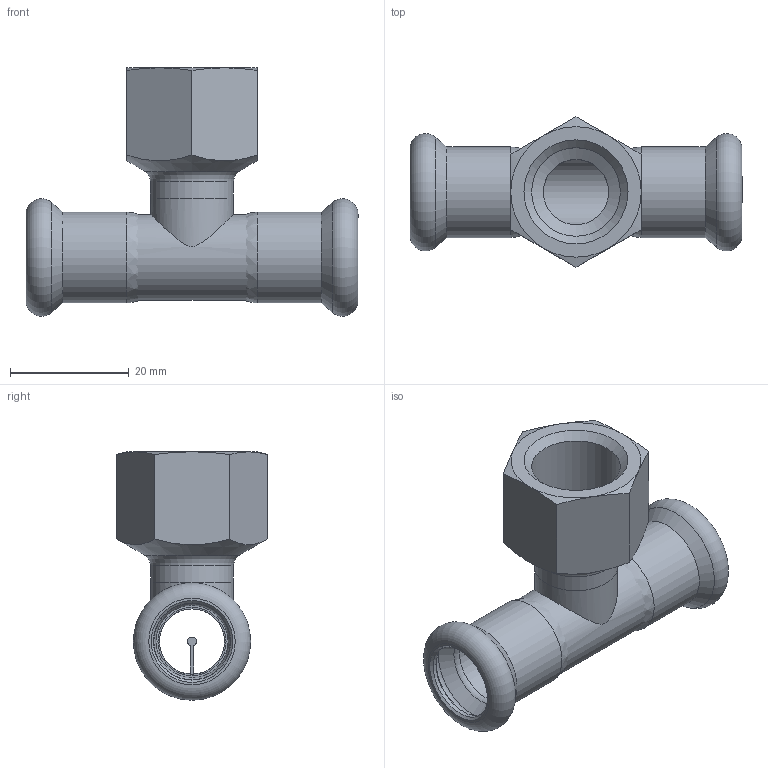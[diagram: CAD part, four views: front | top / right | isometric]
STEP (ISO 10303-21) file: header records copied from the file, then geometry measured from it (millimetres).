
FILE_DESCRIPTION(/* description */ (''),/* implementation_level */ '2;1');
FILE_NAME(/* name */ '31303.stp',/* time_stamp */ '2014-04-01T20:12:52+02:00',/* author */ ('bruh'),/* organization */ (''),/* preprocessor_version */ 'ST-DEVELOPER v15.2',/* originating_system */ 'Autodesk Inventor 2014',/* authorisation */ '');
FILE_SCHEMA (('AUTOMOTIVE_DESIGN { 1 0 10303 214 3 1 1 }'));
Length unit declared in the file: millimetre
Products named in the file (4): 400130; 900020; 102931; 31303
Bounding box: 56 x 25.4 x 41.9 mm (x, y, z)
Volume: 9047.1 mm3; surface area: 9201.8 mm2
Topology: 4 solids, 4 shells, 68 faces, 144 edges, 89 vertices
Faces by surface type: plane 25, cylinder 17, cone 17, torus 7, bspline 2
Full cylindrical faces by diameter (mm): 11 x4, 11.5 x1, 12.2 x2, 13 x2, 14 x2, 14.5 x1, 14.95 x1, 15.3 x2
Entity records: 1387 total; most frequent: CARTESIAN_POINT 369, DIRECTION 206, ORIENTED_EDGE 152, AXIS2_PLACEMENT_3D 96, EDGE_LOOP 81, EDGE_CURVE 76, VERTEX_POINT 59, ADVANCED_FACE 48
